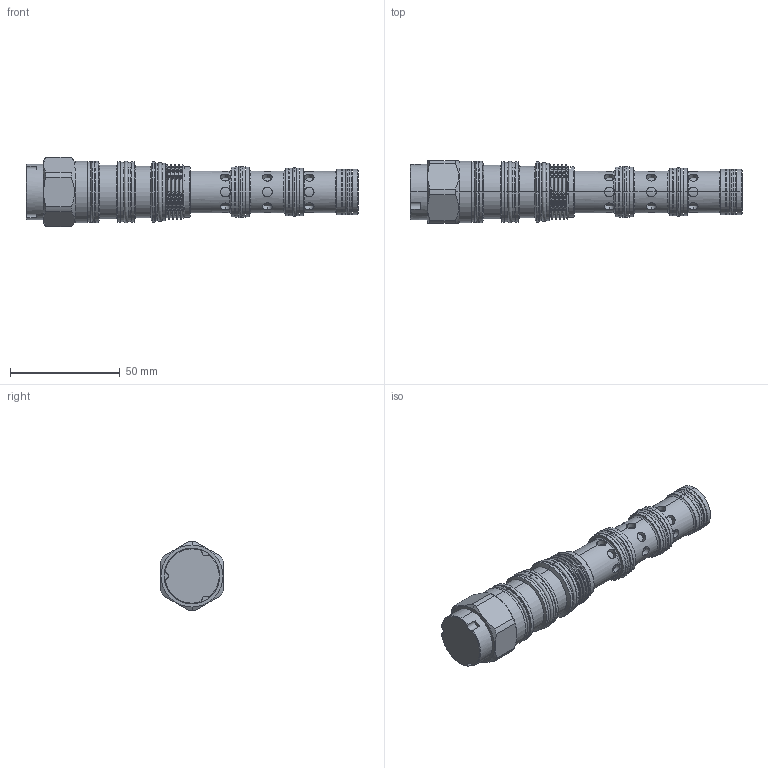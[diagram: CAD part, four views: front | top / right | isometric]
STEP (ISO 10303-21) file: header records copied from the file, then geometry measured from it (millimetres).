
FILE_DESCRIPTION (( 'STEP AP203' ), '1' );
FILE_NAME ('DC62A6E10-N.STEP', '2020-03-19T00:50:25', ( '' ), ( '' ), 'SwSTEP 2.0', 'SolidWorks 2018', '' );
FILE_SCHEMA (( 'CONFIG_CONTROL_DESIGN' ));
Length unit declared in the file: millimetre
Products named in the file (1): DC62A6E10-N
Bounding box: 150.95 x 28.57 x 31.6 mm (x, y, z)
Volume: 60442 mm3; surface area: 20588.8 mm2
Topology: 7 solids, 7 shells, 381 faces, 877 edges, 545 vertices
Faces by surface type: cylinder 214, plane 56, torus 49, cone 44, bspline 18
Entity records: 14840 total; most frequent: CARTESIAN_POINT 6362, DIRECTION 1765, ORIENTED_EDGE 1754, EDGE_CURVE 877, AXIS2_PLACEMENT_3D 764, VERTEX_POINT 545, EDGE_LOOP 430, CIRCLE 400
